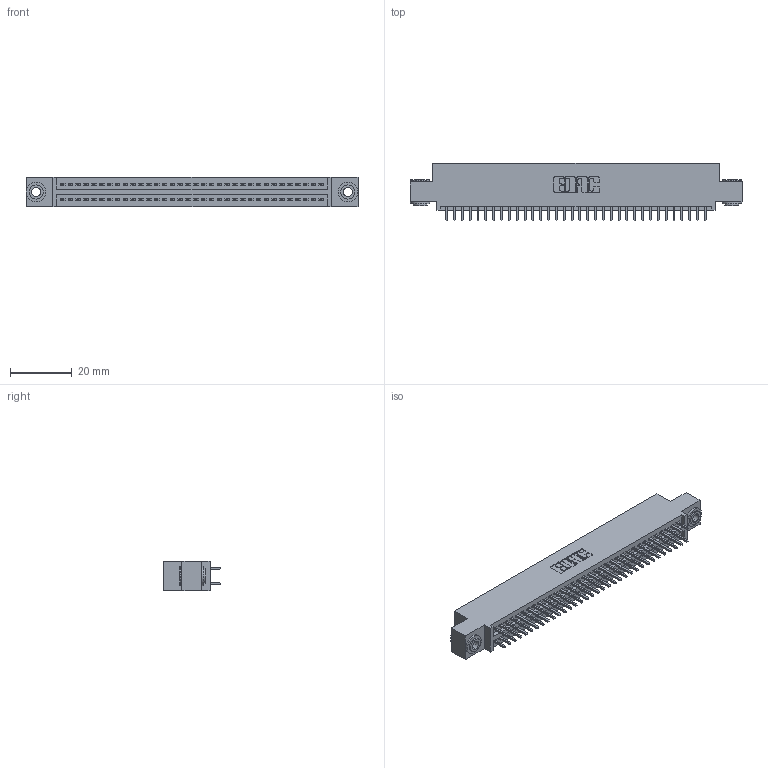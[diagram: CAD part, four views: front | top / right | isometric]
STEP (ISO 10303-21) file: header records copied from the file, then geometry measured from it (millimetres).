
FILE_DESCRIPTION (( 'STEP AP203' ), '1' );
FILE_NAME ('345-068-521-503.STEP', '2018-09-29T22:36:50', ( '' ), ( '' ), 'SwSTEP 2.0', 'SolidWorks 2016', '' );
FILE_SCHEMA (( 'CONFIG_CONTROL_DESIGN' ));
Length unit declared in the file: inch
Products named in the file (4): 345 Part_0.110 Offset - 0.156 Dia-TH; 345-250-002_345-250-002-102; 345-068-521-503; 345-292-001_345-293-121
Assembly tree (71 placements, depth 2):
  345-068-521-503
    345 Part_0.110 Offset - 0.156 Dia-TH
    345-292-001_345-293-121  x68
    345-250-002_345-250-002-102  x2
Bounding box: 107.57 x 18.72 x 9.4 mm (x, y, z)
Volume: 10293.4 mm3; surface area: 15177.5 mm2
Topology: 71 solids, 71 shells, 3568 faces, 10561 edges, 6946 vertices
Faces by surface type: plane 2338, cylinder 1222, cone 8
Entity records: 28554 total; most frequent: CARTESIAN_POINT 4771, ORIENTED_EDGE 4698, DIRECTION 4247, EDGE_CURVE 2349, LINE 2057, VECTOR 2057, VERTEX_POINT 1562, AXIS2_PLACEMENT_3D 1095
